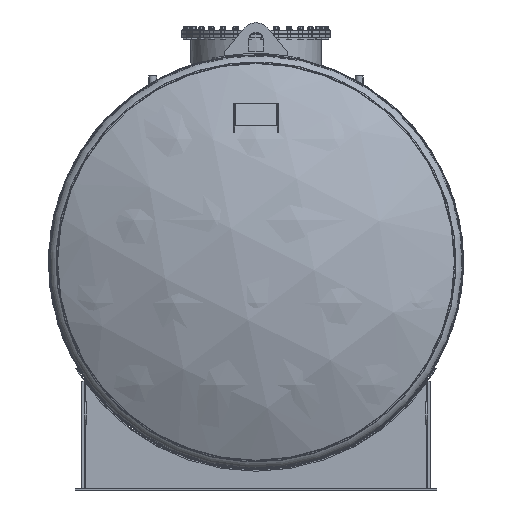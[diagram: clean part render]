
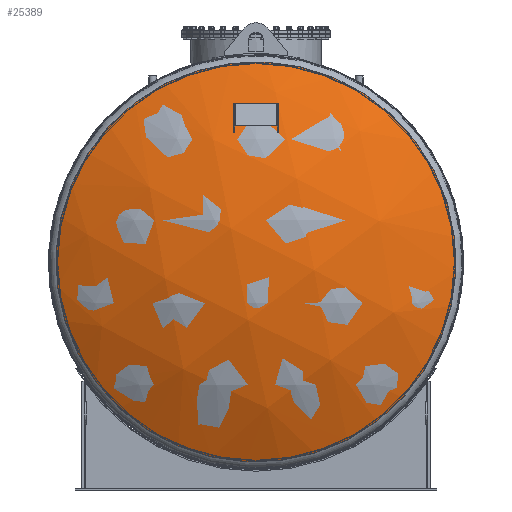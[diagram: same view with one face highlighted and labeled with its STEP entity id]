
A CAD part, left-side view. The second image highlights one B-rep face of the part: STEP entity #25389.
In plain terms, the highlighted spherical face has radius 2011 mm.
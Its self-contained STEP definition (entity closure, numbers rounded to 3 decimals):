
#1485=SPHERICAL_SURFACE('',#27423,2011.);
#2017=FACE_OUTER_BOUND('',#3670,.T.);
#3670=EDGE_LOOP('',(#16097));
#5607=CIRCLE('',#27421,967.72);
#10002=VERTEX_POINT('',#38083);
#12336=EDGE_CURVE('',#10002,#10002,#5607,.T.);
#16097=ORIENTED_EDGE('',*,*,#12336,.T.);
#25389=ADVANCED_FACE('',(#2017),#1485,.T.);
#27421=AXIS2_PLACEMENT_3D('',#38084,#30427,#30428);
#27423=AXIS2_PLACEMENT_3D('',#38086,#30431,#30432);
#30427=DIRECTION('center_axis',(-1.,0.,0.));
#30428=DIRECTION('ref_axis',(0.,-0.797,0.604));
#30431=DIRECTION('center_axis',(0.,0.604,
0.797));
#30432=DIRECTION('ref_axis',(0.,-0.797,0.604));
#38083=CARTESIAN_POINT('',(-86.804,584.035,771.611));
#38084=CARTESIAN_POINT('Origin',(-86.804,0.,
0.));
#38086=CARTESIAN_POINT('Origin',(1676.046,0.,
0.));
